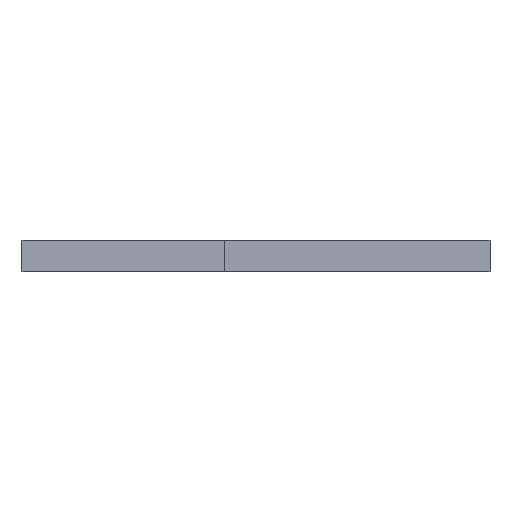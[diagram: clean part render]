
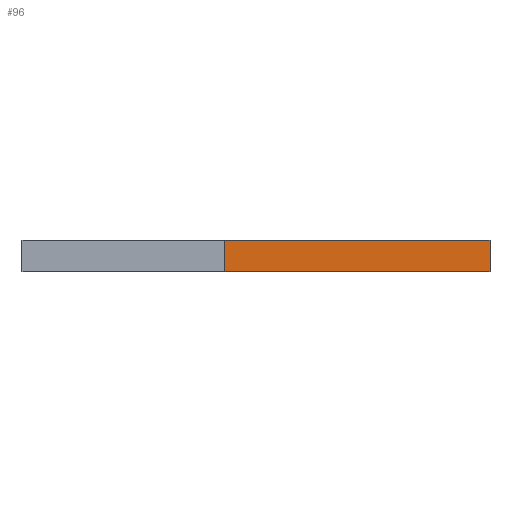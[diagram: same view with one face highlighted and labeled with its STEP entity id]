
A CAD part, left-side view. The second image highlights one B-rep face of the part: STEP entity #96.
In plain terms, the highlighted planar face has unit normal (-1, 0, 0).
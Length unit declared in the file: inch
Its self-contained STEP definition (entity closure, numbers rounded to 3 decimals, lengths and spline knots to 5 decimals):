
#96=ADVANCED_FACE('',(#220),#221,.T.);
#220=FACE_OUTER_BOUND('',#405,.T.);
#221=PLANE('',#406);
#405=EDGE_LOOP('',(#746,#747,#748,#749));
#406=AXIS2_PLACEMENT_3D('',#750,#751,#752);
#746=ORIENTED_EDGE('',*,*,#948,.T.);
#747=ORIENTED_EDGE('',*,*,#949,.F.);
#748=ORIENTED_EDGE('',*,*,#950,.T.);
#749=ORIENTED_EDGE('',*,*,#944,.T.);
#750=CARTESIAN_POINT('',(0.0,0.53128,0.0));
#751=DIRECTION('',(-1.0,0.0,0.0));
#752=DIRECTION('',(0.0,-1.0,0.0));
#944=EDGE_CURVE('',#1049,#1047,#1050,.T.);
#948=EDGE_CURVE('',#1047,#1055,#1056,.T.);
#949=EDGE_CURVE('',#1057,#1055,#1058,.T.);
#950=EDGE_CURVE('',#1057,#1049,#1059,.T.);
#1047=VERTEX_POINT('',#1198);
#1049=VERTEX_POINT('',#1201);
#1050=LINE('',#1202,#1203);
#1055=VERTEX_POINT('',#1210);
#1056=LINE('',#1211,#1212);
#1057=VERTEX_POINT('',#1213);
#1058=LINE('',#1214,#1215);
#1059=LINE('',#1216,#1217);
#1198=CARTESIAN_POINT('',(0.0,0.0,0.125));
#1201=CARTESIAN_POINT('',(0.0,0.0,0.0));
#1202=CARTESIAN_POINT('',(0.0,0.0,0.0));
#1203=VECTOR('',#1471,1.0);
#1210=CARTESIAN_POINT('',(0.0,1.06257,0.125));
#1211=CARTESIAN_POINT('',(0.0,1.06257,0.125));
#1212=VECTOR('',#1474,1.0);
#1213=CARTESIAN_POINT('',(0.0,1.06257,0.0));
#1214=CARTESIAN_POINT('',(0.0,1.06257,0.0));
#1215=VECTOR('',#1475,1.0);
#1216=CARTESIAN_POINT('',(0.0,1.06257,0.0));
#1217=VECTOR('',#1476,1.0);
#1471=DIRECTION('',(0.0,0.0,1.0));
#1474=DIRECTION('',(0.0,1.0,0.0));
#1475=DIRECTION('',(0.0,0.0,1.0));
#1476=DIRECTION('',(0.0,-1.0,0.0));
